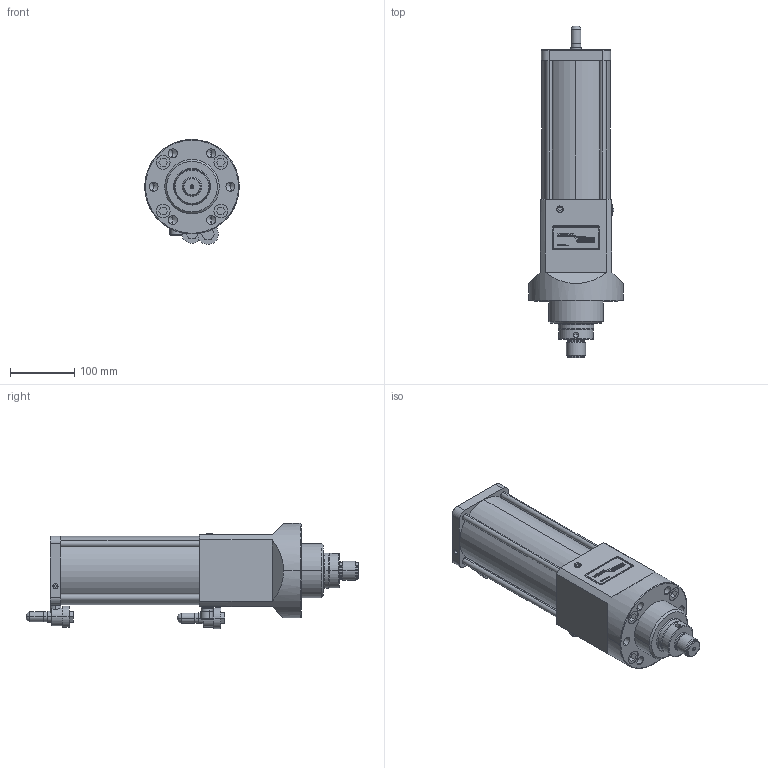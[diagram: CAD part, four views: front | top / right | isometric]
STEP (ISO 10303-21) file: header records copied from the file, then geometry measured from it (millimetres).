
FILE_DESCRIPTION (( 'STEP AP203' ), '1' );
FILE_NAME ('KC 20.STEP', '2017-12-14T09:30:23', ( 'Meuleman' ), ( '' ), 'SwSTEP 2.0', 'SolidWorks 2016', '' );
FILE_SCHEMA (( 'CONFIG_CONTROL_DESIGN' ));
Length unit declared in the file: millimetre
Products named in the file (1): KC 20
Bounding box: 147.5 x 518.5 x 164.1 mm (x, y, z)
Volume: 2616584.3 mm3; surface area: 359471.9 mm2
Topology: 6 solids, 6 shells, 1042 faces, 2649 edges, 1721 vertices
Faces by surface type: plane 656, bspline 166, cylinder 150, cone 54, torus 16
Entity records: 39634 total; most frequent: CARTESIAN_POINT 15400, ORIENTED_EDGE 5254, DIRECTION 4371, EDGE_CURVE 2627, VECTOR 1875, LINE 1875, VERTEX_POINT 1721, AXIS2_PLACEMENT_3D 1248
